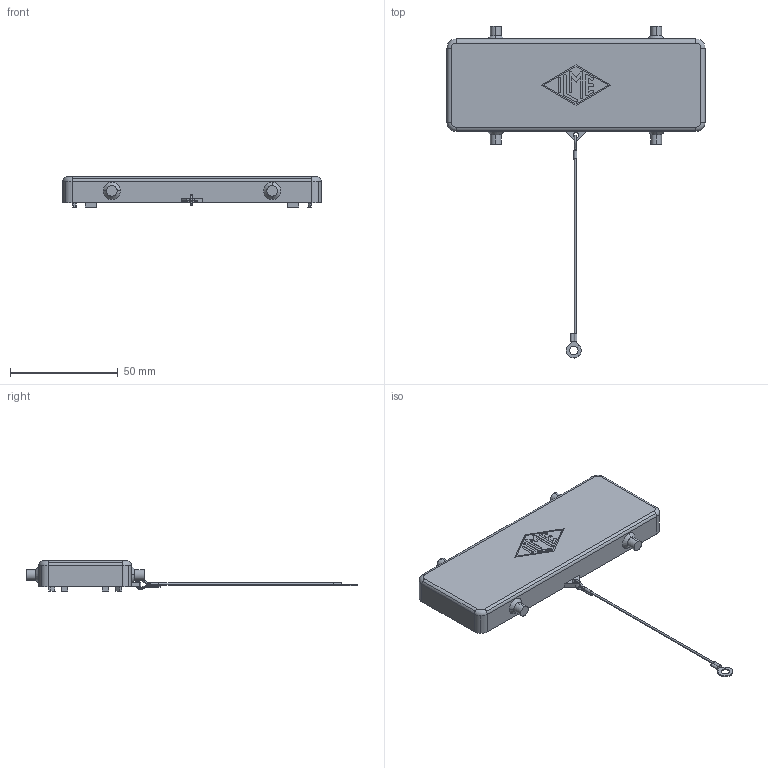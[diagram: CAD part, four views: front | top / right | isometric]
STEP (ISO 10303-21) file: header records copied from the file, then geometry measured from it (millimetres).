
FILE_DESCRIPTION(('CoCreate Modeling STEP Export'),'2;1');
FILE_NAME('CHCN 24.stp','2011-04-19T13:53:37',(''),(''),'CoCreate Modeling STEP processor for AP214 (Solid Model)','CoCreate Modeling 16.00A 16-Aug-2008 (C) Parametric Technology GmbH','');
FILE_SCHEMA(('AUTOMOTIVE_DESIGN { 1 0 10303 214 1 1 1 1 }'));
Length unit declared in the file: millimetre
Products named in the file (2): CHCN_24
Assembly tree (1 placements, depth 2):
  CHCN_24
    CHCN_24
Bounding box: 120 x 154.29 x 14 mm (x, y, z)
Volume: 28848.4 mm3; surface area: 17701.4 mm2
Topology: 1 solids, 1 shells, 222 faces, 585 edges, 377 vertices
Faces by surface type: plane 119, cylinder 83, torus 12, cone 8
Entity records: 8423 total; most frequent: CARTESIAN_POINT 1399, ORIENTED_EDGE 1162, DIRECTION 995, EDGE_CURVE 581, VECTOR 375, LINE 375, VERTEX_POINT 375, AXIS2_PLACEMENT_3D 310
